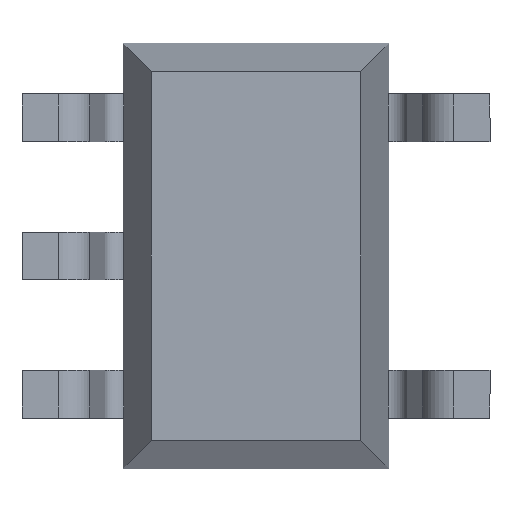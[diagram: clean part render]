
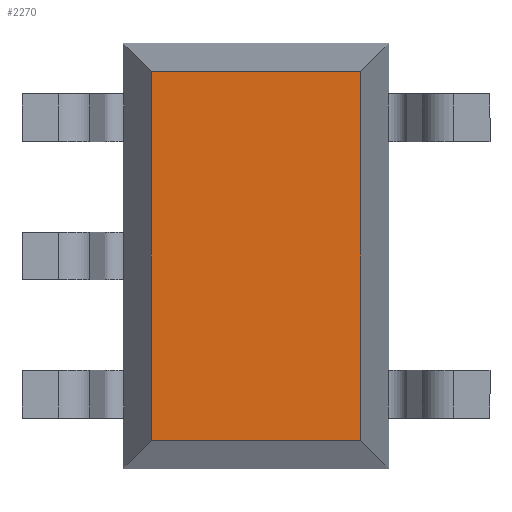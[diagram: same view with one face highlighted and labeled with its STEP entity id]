
A CAD part, front view. The second image highlights one B-rep face of the part: STEP entity #2270.
In plain terms, the highlighted planar face has unit normal (0, -1, 0).
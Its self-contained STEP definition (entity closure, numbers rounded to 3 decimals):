
#3 = VERTEX_POINT ( 'NONE', #377 ) ;
#13 = LINE ( 'NONE', #374, #1847 ) ;
#116 = DIRECTION ( 'NONE',  ( 0., 0., 1. ) ) ;
#221 = DIRECTION ( 'NONE',  ( 1., 0., 0. ) ) ;
#300 = LINE ( 'NONE', #679, #1219 ) ;
#372 = CARTESIAN_POINT ( 'NONE',  ( -0.492, 0.1, -0.867 ) ) ;
#374 = CARTESIAN_POINT ( 'NONE',  ( 0., 0.1, 0.867 ) ) ;
#377 = CARTESIAN_POINT ( 'NONE',  ( 0.492, 0.1, 0.867 ) ) ;
#454 = CARTESIAN_POINT ( 'NONE',  ( -0.492, 0.1, 0.867 ) ) ;
#545 = VERTEX_POINT ( 'NONE', #372 ) ;
#643 = VERTEX_POINT ( 'NONE', #454 ) ;
#679 = CARTESIAN_POINT ( 'NONE',  ( -0.492, 0.1, -1. ) ) ;
#826 = CARTESIAN_POINT ( 'NONE',  ( -0.625, 0.1, -0.867 ) ) ;
#836 = EDGE_LOOP ( 'NONE', ( #2094, #1660, #2285, #2154 ) ) ;
#1030 = LINE ( 'NONE', #826, #2062 ) ;
#1219 = VECTOR ( 'NONE', #116, 1000. ) ;
#1315 = DIRECTION ( 'NONE',  ( 0., 1., 0. ) ) ;
#1347 = EDGE_CURVE ( 'NONE', #3, #2131, #1715, .T. ) ;
#1358 = CARTESIAN_POINT ( 'NONE',  ( 0., 0.1, 0. ) ) ;
#1403 = AXIS2_PLACEMENT_3D ( 'NONE', #1358, #1315, #1749 ) ;
#1602 = DIRECTION ( 'NONE',  ( -1., 0., 0. ) ) ;
#1660 = ORIENTED_EDGE ( 'NONE', *, *, #1675, .F. ) ;
#1675 = EDGE_CURVE ( 'NONE', #545, #643, #300, .T. ) ;
#1715 = LINE ( 'NONE', #2352, #1927 ) ;
#1749 = DIRECTION ( 'NONE',  ( 0., 0., 1. ) ) ;
#1847 = VECTOR ( 'NONE', #221, 1000. ) ;
#1927 = VECTOR ( 'NONE', #2533, 1000. ) ;
#1976 = PLANE ( 'NONE',  #1403 ) ;
#2062 = VECTOR ( 'NONE', #1602, 1000. ) ;
#2094 = ORIENTED_EDGE ( 'NONE', *, *, #2512, .F. ) ;
#2131 = VERTEX_POINT ( 'NONE', #2219 ) ;
#2154 = ORIENTED_EDGE ( 'NONE', *, *, #1347, .F. ) ;
#2197 = FACE_OUTER_BOUND ( 'NONE', #836, .T. ) ;
#2219 = CARTESIAN_POINT ( 'NONE',  ( 0.492, 0.1, -0.867 ) ) ;
#2251 = EDGE_CURVE ( 'NONE', #2131, #545, #1030, .T. ) ;
#2270 = ADVANCED_FACE ( 'NONE', ( #2197 ), #1976, .F. ) ;
#2285 = ORIENTED_EDGE ( 'NONE', *, *, #2251, .F. ) ;
#2352 = CARTESIAN_POINT ( 'NONE',  ( 0.492, 0.1, -1. ) ) ;
#2512 = EDGE_CURVE ( 'NONE', #643, #3, #13, .T. ) ;
#2533 = DIRECTION ( 'NONE',  ( 0., 0., -1. ) ) ;
